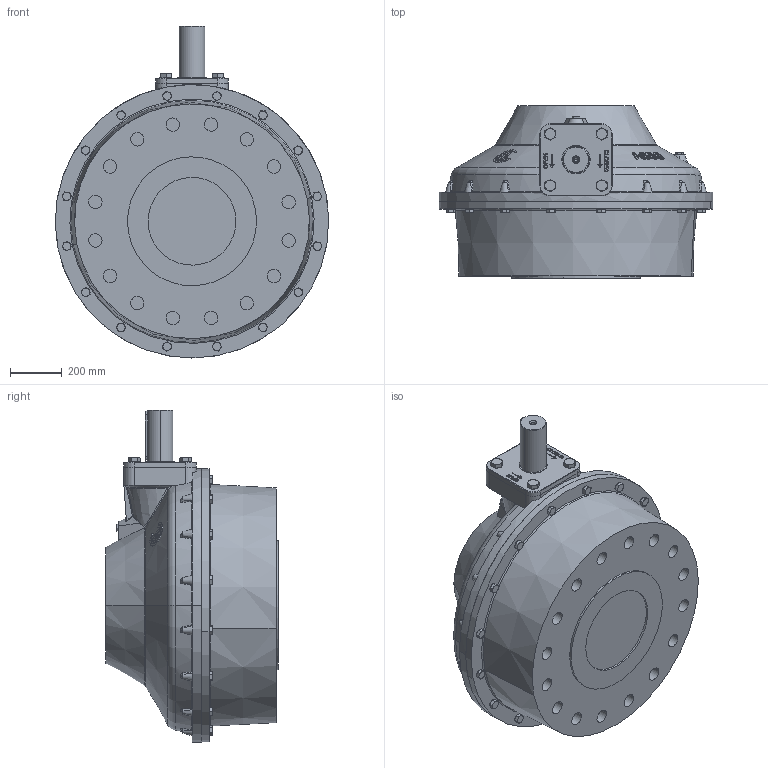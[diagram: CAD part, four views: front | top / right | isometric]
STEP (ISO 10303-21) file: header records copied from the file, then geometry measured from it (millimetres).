
FILE_DESCRIPTION((''),'2;1');
FILE_NAME('A650R BEVEL GEAR.stp','2007-07-13T09:54:35',('Brandon Schele'),(''),'Autodesk Inventor 11','Autodesk Inventor 11','');
FILE_SCHEMA(('AUTOMOTIVE_DESIGN { 1 0 10303 214 1 1 1 1 }'));
Length unit declared in the file: millimetre
Products named in the file (1): A650R BEVEL GEAR
Bounding box: 1060 x 668 x 1287 mm (x, y, z)
Volume: 381243671.7 mm3; surface area: 5981792.7 mm2
Topology: 27 solids, 27 shells, 1118 faces, 2627 edges, 1660 vertices
Faces by surface type: plane 467, cone 226, cylinder 211, bspline 185, torus 27, sphere 2
Entity records: 43311 total; most frequent: CARTESIAN_POINT 18608, ORIENTED_EDGE 5250, DIRECTION 4812, EDGE_CURVE 2625, AXIS2_PLACEMENT_3D 1853, VERTEX_POINT 1660, EDGE_LOOP 1259, FACE_OUTER_BOUND 1118
